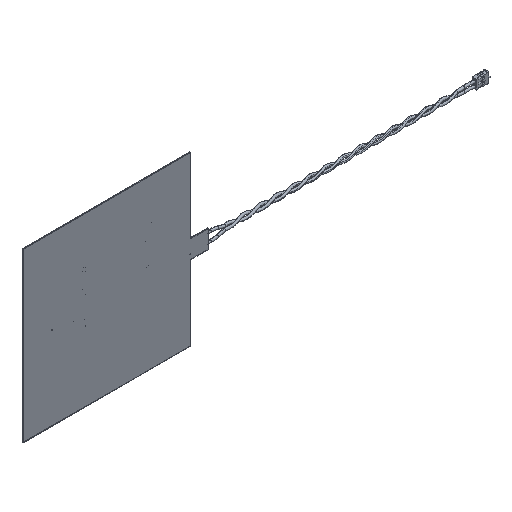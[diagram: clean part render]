
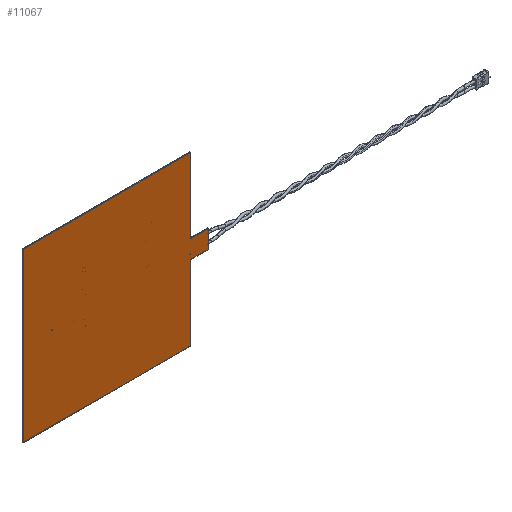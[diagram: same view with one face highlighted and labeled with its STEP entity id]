
A CAD part, isometric view. The second image highlights one B-rep face of the part: STEP entity #11067.
In plain terms, the highlighted planar face has unit normal (0, -1, 0).
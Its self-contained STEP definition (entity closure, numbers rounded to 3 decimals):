
#88 = VECTOR ( 'NONE', #403, 1000. ) ;
#122 = VERTEX_POINT ( 'NONE', #25477 ) ;
#403 = DIRECTION ( 'NONE',  ( 0., 0., 1. ) ) ;
#631 = VECTOR ( 'NONE', #13551, 1000. ) ;
#835 = EDGE_CURVE ( 'NONE', #122, #7641, #9673, .T. ) ;
#1062 = VECTOR ( 'NONE', #11760, 1000. ) ;
#1220 = VERTEX_POINT ( 'NONE', #13760 ) ;
#1731 = CARTESIAN_POINT ( 'NONE',  ( 23.5, -0.15, -20.95 ) ) ;
#2428 = ORIENTED_EDGE ( 'NONE', *, *, #835, .T. ) ;
#2438 = LINE ( 'NONE', #9061, #24422 ) ;
#2581 = ORIENTED_EDGE ( 'NONE', *, *, #11292, .T. ) ;
#2796 = CARTESIAN_POINT ( 'NONE',  ( -23.5, -0.15, -47. ) ) ;
#3225 = VERTEX_POINT ( 'NONE', #1731 ) ;
#3493 = CARTESIAN_POINT ( 'NONE',  ( 28.5, -0.15, -20.95 ) ) ;
#3787 = CARTESIAN_POINT ( 'NONE',  ( -23.5, -0.15, 0. ) ) ;
#4173 = DIRECTION ( 'NONE',  ( 0., 0., 1. ) ) ;
#4329 = CARTESIAN_POINT ( 'NONE',  ( 23.5, -0.15, 0. ) ) ;
#5754 = VERTEX_POINT ( 'NONE', #3787 ) ;
#5906 = DIRECTION ( 'NONE',  ( 0., 0., 1. ) ) ;
#6426 = CARTESIAN_POINT ( 'NONE',  ( 23.5, -0.15, -26.05 ) ) ;
#7629 = CARTESIAN_POINT ( 'NONE',  ( -23.5, -0.15, -47. ) ) ;
#7641 = VERTEX_POINT ( 'NONE', #6426 ) ;
#7764 = FACE_OUTER_BOUND ( 'NONE', #16812, .T. ) ;
#8163 = EDGE_CURVE ( 'NONE', #7641, #10497, #2438, .T. ) ;
#8373 = VECTOR ( 'NONE', #5906, 1000. ) ;
#8775 = VECTOR ( 'NONE', #18726, 1000. ) ;
#8856 = VECTOR ( 'NONE', #23473, 1000. ) ;
#9061 = CARTESIAN_POINT ( 'NONE',  ( 23.5, -0.15, -26.05 ) ) ;
#9149 = DIRECTION ( 'NONE',  ( 1., 0., 0. ) ) ;
#9189 = EDGE_CURVE ( 'NONE', #22881, #122, #10720, .T. ) ;
#9216 = EDGE_CURVE ( 'NONE', #1220, #3225, #21741, .T. ) ;
#9337 = EDGE_CURVE ( 'NONE', #3225, #17749, #24974, .T. ) ;
#9673 = LINE ( 'NONE', #14231, #8373 ) ;
#10210 = CARTESIAN_POINT ( 'NONE',  ( 28.5, -0.15, -26.05 ) ) ;
#10497 = VERTEX_POINT ( 'NONE', #10210 ) ;
#10720 = LINE ( 'NONE', #7629, #1062 ) ;
#10744 = CARTESIAN_POINT ( 'NONE',  ( 23.5, -0.15, 0. ) ) ;
#11067 = ADVANCED_FACE ( 'NONE', ( #7764 ), #22724, .T. ) ;
#11120 = CARTESIAN_POINT ( 'NONE',  ( -23.5, -0.15, 0. ) ) ;
#11292 = EDGE_CURVE ( 'NONE', #5754, #22881, #21633, .T. ) ;
#11389 = ORIENTED_EDGE ( 'NONE', *, *, #9189, .T. ) ;
#11760 = DIRECTION ( 'NONE',  ( 1., 0., 0. ) ) ;
#13551 = DIRECTION ( 'NONE',  ( 0., 0., -1. ) ) ;
#13760 = CARTESIAN_POINT ( 'NONE',  ( 28.5, -0.15, -20.95 ) ) ;
#14124 = DIRECTION ( 'NONE',  ( 0., 0., -1. ) ) ;
#14231 = CARTESIAN_POINT ( 'NONE',  ( 23.5, -0.15, -47. ) ) ;
#14794 = ORIENTED_EDGE ( 'NONE', *, *, #25934, .T. ) ;
#15149 = VECTOR ( 'NONE', #4173, 1000. ) ;
#15414 = EDGE_CURVE ( 'NONE', #10497, #1220, #20713, .T. ) ;
#15442 = ORIENTED_EDGE ( 'NONE', *, *, #9337, .T. ) ;
#15637 = LINE ( 'NONE', #4329, #8856 ) ;
#16812 = EDGE_LOOP ( 'NONE', ( #14794, #2581, #11389, #2428, #18293, #22032, #21536, #15442 ) ) ;
#16852 = CARTESIAN_POINT ( 'NONE',  ( 28.5, -0.15, -26.05 ) ) ;
#17749 = VERTEX_POINT ( 'NONE', #10744 ) ;
#18293 = ORIENTED_EDGE ( 'NONE', *, *, #8163, .T. ) ;
#18726 = DIRECTION ( 'NONE',  ( -1., 0., 0. ) ) ;
#20713 = LINE ( 'NONE', #16852, #15149 ) ;
#21536 = ORIENTED_EDGE ( 'NONE', *, *, #9216, .T. ) ;
#21633 = LINE ( 'NONE', #11120, #631 ) ;
#21741 = LINE ( 'NONE', #3493, #8775 ) ;
#22032 = ORIENTED_EDGE ( 'NONE', *, *, #15414, .T. ) ;
#22703 = AXIS2_PLACEMENT_3D ( 'NONE', #24646, #26547, #14124 ) ;
#22724 = PLANE ( 'NONE',  #22703 ) ;
#22881 = VERTEX_POINT ( 'NONE', #2796 ) ;
#23053 = CARTESIAN_POINT ( 'NONE',  ( 23.5, -0.15, -20.95 ) ) ;
#23473 = DIRECTION ( 'NONE',  ( -1., 0., 0. ) ) ;
#24422 = VECTOR ( 'NONE', #9149, 1000. ) ;
#24646 = CARTESIAN_POINT ( 'NONE',  ( 0., -0.15, 0. ) ) ;
#24974 = LINE ( 'NONE', #23053, #88 ) ;
#25477 = CARTESIAN_POINT ( 'NONE',  ( 23.5, -0.15, -47. ) ) ;
#25934 = EDGE_CURVE ( 'NONE', #17749, #5754, #15637, .T. ) ;
#26547 = DIRECTION ( 'NONE',  ( 0., -1., 0. ) ) ;
